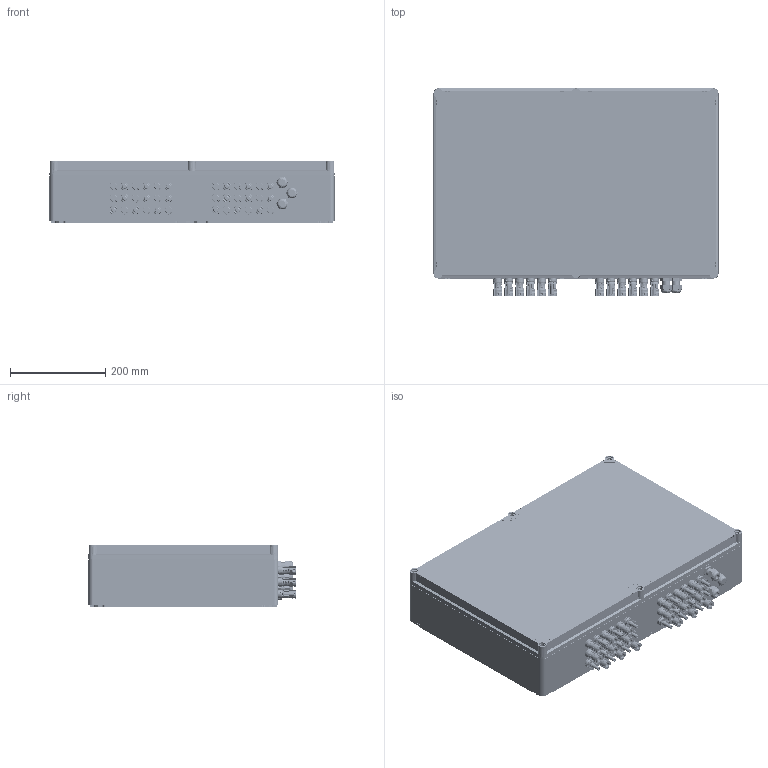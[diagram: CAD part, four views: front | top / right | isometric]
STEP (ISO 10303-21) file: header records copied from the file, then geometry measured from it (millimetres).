
FILE_DESCRIPTION(('CATIA V5 STEP Exchange','CAx-IF Rec.Pracs.--- Model Styling and Organization---1.5--- 2016-08-15','CAx-IF Rec.Pracs.---Supplemental Geometry---1.0---2011-11-01','CAx-IF Rec.Pracs.--- Composite Materials ---1.1---2010-07-15'),'2;1');
FILE_NAME ('D1648936_0', '2025-03-14T11:52:56+00:00', ('none'), ('Weidmueller'), 'CATIA Version 5-6 Release 2022 SP4 HF5', 'CATIA V5 STEP AP214 v3', 'none');
FILE_SCHEMA(('AUTOMOTIVE_DESIGN { 1 0 10303 214 1 1 1 1 }'));
Products named in the file (1): S3D_PVC_DC_2I_1O_6MPP_RD_SPD1R_EVO_11
Bounding box: 600 x 436.02 x 132 mm (x, y, z)
Volume: 31062059.9 mm3; surface area: 898882.2 mm2
Topology: 1 solids, 1 shells, 7856 faces, 23598 edges, 16189 vertices
Faces by surface type: plane 3294, cylinder 2924, extrusion 1196, torus 328, cone 108, bspline 6
Entity records: 284764 total; most frequent: CARTESIAN_POINT 89863, ORIENTED_EDGE 47194, DIRECTION 24724, EDGE_CURVE 23597, VERTEX_POINT 16189, VECTOR 11604, LINE 10408, B_SPLINE_CURVE_WITH_KNOTS 9557
